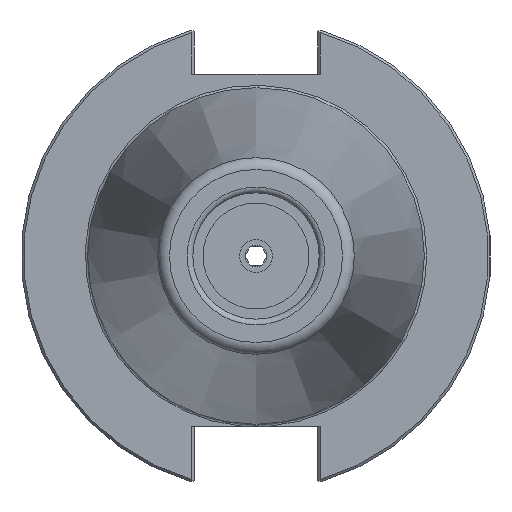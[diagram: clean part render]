
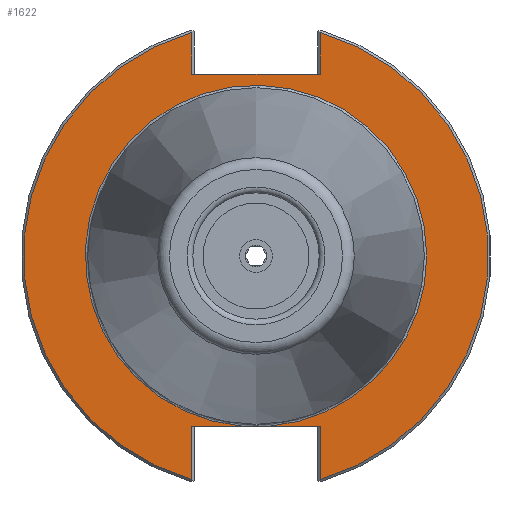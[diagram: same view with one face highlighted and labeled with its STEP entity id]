
A CAD part, left-side view. The second image highlights one B-rep face of the part: STEP entity #1622.
In plain terms, the highlighted planar face has unit normal (-1, 0, 0).
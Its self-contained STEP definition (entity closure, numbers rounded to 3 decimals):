
#156=CIRCLE('',#1789,48.25);
#157=CIRCLE('',#1792,48.25);
#158=CIRCLE('',#1793,35.429);
#159=CIRCLE('',#1794,35.429);
#274=FACE_OUTER_BOUND('',#395,.T.);
#395=EDGE_LOOP('',(#1271,#1272,#1273,#1274,#1275,#1276,#1277,#1278,#1279,
#1280,#1281));
#497=LINE('',#2657,#603);
#505=LINE('',#2699,#611);
#506=LINE('',#2704,#612);
#507=LINE('',#2706,#613);
#508=LINE('',#2707,#614);
#509=LINE('',#2709,#615);
#510=LINE('',#2714,#616);
#603=VECTOR('',#2135,10.);
#611=VECTOR('',#2157,10.);
#612=VECTOR('',#2162,10.);
#613=VECTOR('',#2163,10.);
#614=VECTOR('',#2164,10.);
#615=VECTOR('',#2165,10.);
#616=VECTOR('',#2170,10.);
#736=VERTEX_POINT('',#2652);
#737=VERTEX_POINT('',#2656);
#745=VERTEX_POINT('',#2681);
#746=VERTEX_POINT('',#2685);
#749=VERTEX_POINT('',#2697);
#750=VERTEX_POINT('',#2701);
#751=VERTEX_POINT('',#2703);
#752=VERTEX_POINT('',#2705);
#753=VERTEX_POINT('',#2708);
#754=VERTEX_POINT('',#2710);
#755=VERTEX_POINT('',#2712);
#924=EDGE_CURVE('',#736,#737,#497,.T.);
#935=EDGE_CURVE('',#745,#746,#156,.T.);
#940=EDGE_CURVE('',#749,#745,#505,.T.);
#941=EDGE_CURVE('',#750,#736,#157,.T.);
#942=EDGE_CURVE('',#751,#750,#506,.T.);
#943=EDGE_CURVE('',#751,#752,#507,.T.);
#944=EDGE_CURVE('',#746,#752,#508,.T.);
#945=EDGE_CURVE('',#749,#753,#509,.T.);
#946=EDGE_CURVE('',#753,#754,#158,.T.);
#947=EDGE_CURVE('',#754,#755,#159,.T.);
#948=EDGE_CURVE('',#755,#737,#510,.T.);
#1271=ORIENTED_EDGE('',*,*,#924,.F.);
#1272=ORIENTED_EDGE('',*,*,#941,.F.);
#1273=ORIENTED_EDGE('',*,*,#942,.F.);
#1274=ORIENTED_EDGE('',*,*,#943,.T.);
#1275=ORIENTED_EDGE('',*,*,#944,.F.);
#1276=ORIENTED_EDGE('',*,*,#935,.F.);
#1277=ORIENTED_EDGE('',*,*,#940,.F.);
#1278=ORIENTED_EDGE('',*,*,#945,.T.);
#1279=ORIENTED_EDGE('',*,*,#946,.T.);
#1280=ORIENTED_EDGE('',*,*,#947,.T.);
#1281=ORIENTED_EDGE('',*,*,#948,.T.);
#1544=PLANE('',#1791);
#1622=ADVANCED_FACE('',(#274),#1544,.T.);
#1789=AXIS2_PLACEMENT_3D('',#2686,#2151,#2152);
#1791=AXIS2_PLACEMENT_3D('',#2700,#2158,#2159);
#1792=AXIS2_PLACEMENT_3D('',#2702,#2160,#2161);
#1793=AXIS2_PLACEMENT_3D('',#2711,#2166,#2167);
#1794=AXIS2_PLACEMENT_3D('',#2713,#2168,#2169);
#2135=DIRECTION('',(0.,0.,1.));
#2151=DIRECTION('center_axis',(1.,0.,0.));
#2152=DIRECTION('ref_axis',(0.,1.,0.));
#2157=DIRECTION('',(0.,0.,-1.));
#2158=DIRECTION('center_axis',(-1.,0.,0.));
#2159=DIRECTION('ref_axis',(0.,-1.,0.));
#2160=DIRECTION('center_axis',(1.,0.,0.));
#2161=DIRECTION('ref_axis',(0.,1.,0.));
#2162=DIRECTION('',(0.,0.,1.));
#2163=DIRECTION('',(0.,1.,0.));
#2164=DIRECTION('',(0.,0.,-1.));
#2165=DIRECTION('',(0.,-1.,0.));
#2166=DIRECTION('center_axis',(1.,0.,0.));
#2167=DIRECTION('ref_axis',(0.,1.,0.));
#2168=DIRECTION('center_axis',(1.,0.,0.));
#2169=DIRECTION('ref_axis',(0.,1.,0.));
#2170=DIRECTION('',(0.,-1.,0.));
#2652=CARTESIAN_POINT('',(3.175,-13.325,-46.373));
#2656=CARTESIAN_POINT('',(3.175,-13.325,-35.3));
#2657=CARTESIAN_POINT('',(3.175,-13.325,6.475));
#2681=CARTESIAN_POINT('',(3.175,13.325,-46.373));
#2685=CARTESIAN_POINT('',(3.175,13.325,46.373));
#2686=CARTESIAN_POINT('Origin',(3.175,0.,
0.));
#2697=CARTESIAN_POINT('',(3.175,13.325,-35.3));
#2699=CARTESIAN_POINT('',(3.175,13.325,-13.707));
#2700=CARTESIAN_POINT('Origin',(3.175,0.,
48.25));
#2701=CARTESIAN_POINT('',(3.175,-13.325,46.373));
#2702=CARTESIAN_POINT('Origin',(3.175,0.,
0.));
#2703=CARTESIAN_POINT('',(3.175,-13.325,37.7));
#2704=CARTESIAN_POINT('',(3.175,-13.325,61.395));
#2705=CARTESIAN_POINT('',(3.175,13.325,37.7));
#2706=CARTESIAN_POINT('',(3.175,-6.413,37.7));
#2707=CARTESIAN_POINT('',(3.175,13.325,42.975));
#2708=CARTESIAN_POINT('',(3.175,3.016,-35.3));
#2709=CARTESIAN_POINT('',(3.175,6.412,-35.3));
#2710=CARTESIAN_POINT('',(3.175,-35.429,0.));
#2711=CARTESIAN_POINT('Origin',(3.175,0.,
0.));
#2712=CARTESIAN_POINT('',(3.175,-3.016,-35.3));
#2713=CARTESIAN_POINT('Origin',(3.175,0.,
0.));
#2714=CARTESIAN_POINT('',(3.175,6.412,-35.3));
